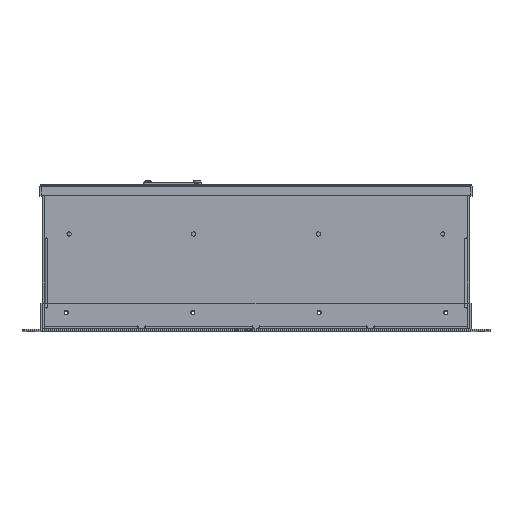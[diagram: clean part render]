
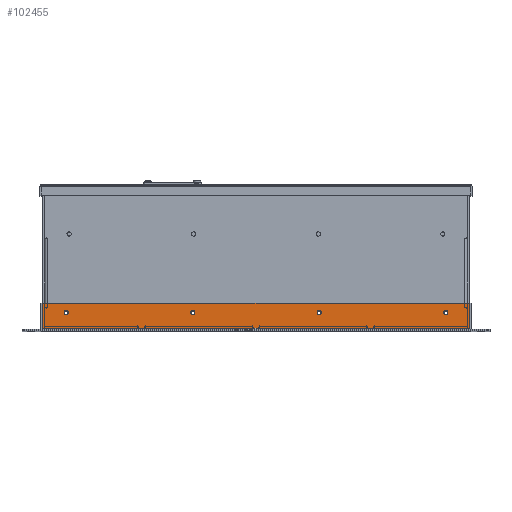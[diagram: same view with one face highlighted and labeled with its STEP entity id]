
A CAD part, top view. The second image highlights one B-rep face of the part: STEP entity #102455.
In plain terms, the highlighted face is planar.
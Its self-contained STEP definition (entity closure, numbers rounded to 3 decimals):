
#101794=DIRECTION('',(0.,0.,-1.));
#101795=VECTOR('',#101794,27.);
#101796=CARTESIAN_POINT('',(231.,2.,-3.));
#101797=LINE('',#101796,#101795);
#101954=DIRECTION('',(-1.,0.,0.));
#101955=VECTOR('',#101954,462.);
#101956=CARTESIAN_POINT('',(231.,2.,-30.));
#101957=LINE('',#101956,#101955);
#101958=DIRECTION('',(0.,0.,-1.));
#101959=VECTOR('',#101958,27.);
#101960=CARTESIAN_POINT('',(-231.,2.,-3.));
#101961=LINE('',#101960,#101959);
#101962=CARTESIAN_POINT('',(205.5,2.,-20.));
#101963=DIRECTION('',(0.,1.,0.));
#101964=DIRECTION('',(-1.,0.,0.));
#101965=AXIS2_PLACEMENT_3D('',#101962,#101963,#101964);
#101967=CARTESIAN_POINT('',(205.5,2.,-20.));
#101968=DIRECTION('',(0.,1.,0.));
#101969=DIRECTION('',(1.,0.,0.));
#101970=AXIS2_PLACEMENT_3D('',#101967,#101968,#101969);
#101972=CARTESIAN_POINT('',(68.5,2.,-20.));
#101973=DIRECTION('',(0.,1.,0.));
#101974=DIRECTION('',(-1.,0.,0.));
#101975=AXIS2_PLACEMENT_3D('',#101972,#101973,#101974);
#101977=CARTESIAN_POINT('',(68.5,2.,-20.));
#101978=DIRECTION('',(0.,1.,0.));
#101979=DIRECTION('',(1.,0.,0.));
#101980=AXIS2_PLACEMENT_3D('',#101977,#101978,#101979);
#101982=CARTESIAN_POINT('',(-68.5,2.,-20.));
#101983=DIRECTION('',(0.,1.,0.));
#101984=DIRECTION('',(-1.,0.,0.));
#101985=AXIS2_PLACEMENT_3D('',#101982,#101983,#101984);
#101987=CARTESIAN_POINT('',(-68.5,2.,-20.));
#101988=DIRECTION('',(0.,1.,0.));
#101989=DIRECTION('',(1.,0.,0.));
#101990=AXIS2_PLACEMENT_3D('',#101987,#101988,#101989);
#101992=CARTESIAN_POINT('',(-205.5,2.,-20.));
#101993=DIRECTION('',(0.,1.,0.));
#101994=DIRECTION('',(-1.,0.,0.));
#101995=AXIS2_PLACEMENT_3D('',#101992,#101993,#101994);
#101997=CARTESIAN_POINT('',(-205.5,2.,-20.));
#101998=DIRECTION('',(0.,1.,0.));
#101999=DIRECTION('',(1.,0.,0.));
#102000=AXIS2_PLACEMENT_3D('',#101997,#101998,#101999);
#102002=DIRECTION('',(1.,0.,0.));
#102003=VECTOR('',#102002,462.);
#102004=CARTESIAN_POINT('',(-231.,2.,-3.));
#102005=LINE('',#102004,#102003);
#102098=CARTESIAN_POINT('',(231.,2.,-3.));
#102099=VERTEX_POINT('',#102098);
#102100=CARTESIAN_POINT('',(231.,2.,-30.));
#102101=VERTEX_POINT('',#102100);
#102146=CARTESIAN_POINT('',(-231.,2.,-3.));
#102147=VERTEX_POINT('',#102146);
#102148=CARTESIAN_POINT('',(-231.,2.,-30.));
#102149=VERTEX_POINT('',#102148);
#102150=CARTESIAN_POINT('',(203.25,2.,-20.));
#102151=CARTESIAN_POINT('',(207.75,2.,-20.));
#102152=VERTEX_POINT('',#102150);
#102153=VERTEX_POINT('',#102151);
#102154=CARTESIAN_POINT('',(66.25,2.,-20.));
#102155=CARTESIAN_POINT('',(70.75,2.,-20.));
#102156=VERTEX_POINT('',#102154);
#102157=VERTEX_POINT('',#102155);
#102158=CARTESIAN_POINT('',(-70.75,2.,-20.));
#102159=CARTESIAN_POINT('',(-66.25,2.,-20.));
#102160=VERTEX_POINT('',#102158);
#102161=VERTEX_POINT('',#102159);
#102162=CARTESIAN_POINT('',(-207.75,2.,-20.));
#102163=CARTESIAN_POINT('',(-203.25,2.,-20.));
#102164=VERTEX_POINT('',#102162);
#102165=VERTEX_POINT('',#102163);
#102419=CARTESIAN_POINT('',(231.,2.,0.));
#102420=DIRECTION('',(0.,-1.,0.));
#102421=DIRECTION('',(0.,0.,-1.));
#102422=AXIS2_PLACEMENT_3D('',#102419,#102420,#102421);
#102423=PLANE('',#102422);
#102424=ORIENTED_EDGE('',*,*,#102228,.F.);
#102426=ORIENTED_EDGE('',*,*,#102425,.F.);
#102427=ORIENTED_EDGE('',*,*,#102401,.T.);
#102428=ORIENTED_EDGE('',*,*,#102413,.F.);
#102429=EDGE_LOOP('',(#102424,#102426,#102427,#102428));
#102430=FACE_OUTER_BOUND('',#102429,.F.);
#102432=ORIENTED_EDGE('',*,*,#102431,.T.);
#102434=ORIENTED_EDGE('',*,*,#102433,.T.);
#102435=EDGE_LOOP('',(#102432,#102434));
#102436=FACE_BOUND('',#102435,.F.);
#102438=ORIENTED_EDGE('',*,*,#102437,.T.);
#102440=ORIENTED_EDGE('',*,*,#102439,.T.);
#102441=EDGE_LOOP('',(#102438,#102440));
#102442=FACE_BOUND('',#102441,.F.);
#102444=ORIENTED_EDGE('',*,*,#102443,.T.);
#102446=ORIENTED_EDGE('',*,*,#102445,.T.);
#102447=EDGE_LOOP('',(#102444,#102446));
#102448=FACE_BOUND('',#102447,.F.);
#102450=ORIENTED_EDGE('',*,*,#102449,.T.);
#102452=ORIENTED_EDGE('',*,*,#102451,.T.);
#102453=EDGE_LOOP('',(#102450,#102452));
#102454=FACE_BOUND('',#102453,.F.);
#102455=ADVANCED_FACE('',(#102430,#102436,#102442,#102448,#102454),#102423,.F.);
#101966=CIRCLE('',#101965,2.25);
#101971=CIRCLE('',#101970,2.25);
#101976=CIRCLE('',#101975,2.25);
#101981=CIRCLE('',#101980,2.25);
#101986=CIRCLE('',#101985,2.25);
#101991=CIRCLE('',#101990,2.25);
#101996=CIRCLE('',#101995,2.25);
#102001=CIRCLE('',#102000,2.25);
#102228=EDGE_CURVE('',#102099,#102101,#101797,.T.);
#102401=EDGE_CURVE('',#102147,#102149,#101961,.T.);
#102413=EDGE_CURVE('',#102101,#102149,#101957,.T.);
#102425=EDGE_CURVE('',#102147,#102099,#102005,.T.);
#102431=EDGE_CURVE('',#102152,#102153,#101966,.T.);
#102433=EDGE_CURVE('',#102153,#102152,#101971,.T.);
#102437=EDGE_CURVE('',#102156,#102157,#101976,.T.);
#102439=EDGE_CURVE('',#102157,#102156,#101981,.T.);
#102443=EDGE_CURVE('',#102160,#102161,#101986,.T.);
#102445=EDGE_CURVE('',#102161,#102160,#101991,.T.);
#102449=EDGE_CURVE('',#102164,#102165,#101996,.T.);
#102451=EDGE_CURVE('',#102165,#102164,#102001,.T.);
